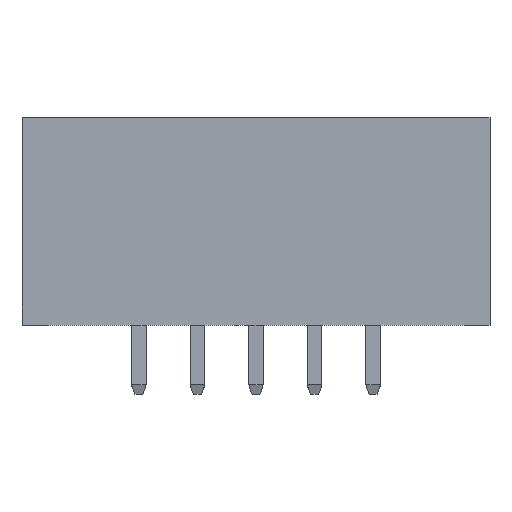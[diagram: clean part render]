
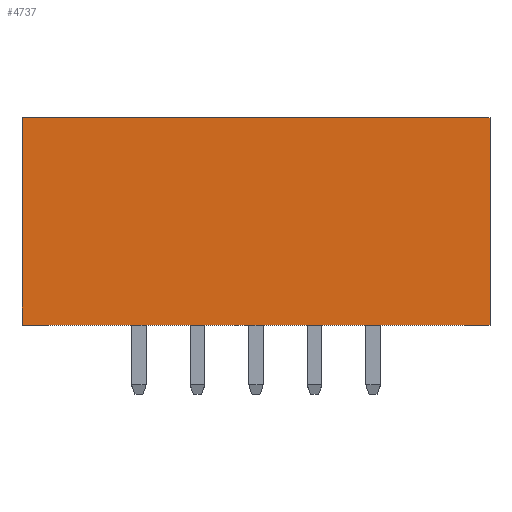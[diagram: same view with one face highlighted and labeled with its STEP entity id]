
A CAD part, top view. The second image highlights one B-rep face of the part: STEP entity #4737.
In plain terms, the highlighted planar face has unit normal (0, 0, 1).
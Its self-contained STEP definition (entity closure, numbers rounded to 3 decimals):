
#89 = ORIENTED_EDGE ( 'NONE', *, *, #6135, .T. ) ;
#295 = LINE ( 'NONE', #6963, #2101 ) ;
#592 = DIRECTION ( 'NONE',  ( 1., 0., 0. ) ) ;
#641 = ORIENTED_EDGE ( 'NONE', *, *, #5178, .T. ) ;
#911 = CARTESIAN_POINT ( 'NONE',  ( 15.23, 0., 5.82 ) ) ;
#1139 = LINE ( 'NONE', #7073, #2020 ) ;
#1593 = CARTESIAN_POINT ( 'NONE',  ( 15.23, 9., 5.82 ) ) ;
#1792 = CARTESIAN_POINT ( 'NONE',  ( 0., 9., 5.82 ) ) ;
#1852 = VECTOR ( 'NONE', #8131, 1000. ) ;
#2020 = VECTOR ( 'NONE', #8511, 1000. ) ;
#2101 = VECTOR ( 'NONE', #3058, 1000. ) ;
#2918 = CARTESIAN_POINT ( 'NONE',  ( 0., 9., 5.82 ) ) ;
#3058 = DIRECTION ( 'NONE',  ( 0., -1., 0. ) ) ;
#3071 = CARTESIAN_POINT ( 'NONE',  ( -5.07, 0., 5.82 ) ) ;
#3528 = EDGE_LOOP ( 'NONE', ( #641, #6005, #8257, #89 ) ) ;
#4479 = DIRECTION ( 'NONE',  ( -1., 0., 0. ) ) ;
#4487 = CARTESIAN_POINT ( 'NONE',  ( 0., 0., 5.82 ) ) ;
#4737 = ADVANCED_FACE ( 'NONE', ( #8479 ), #7306, .F. ) ;
#5112 = EDGE_CURVE ( 'NONE', #5580, #5579, #295, .T. ) ;
#5178 = EDGE_CURVE ( 'NONE', #6799, #5579, #5206, .T. ) ;
#5197 = DIRECTION ( 'NONE',  ( 0., 0., -1. ) ) ;
#5206 = LINE ( 'NONE', #4487, #6411 ) ;
#5453 = AXIS2_PLACEMENT_3D ( 'NONE', #1792, #5197, #4479 ) ;
#5508 = LINE ( 'NONE', #2918, #1852 ) ;
#5579 = VERTEX_POINT ( 'NONE', #911 ) ;
#5580 = VERTEX_POINT ( 'NONE', #1593 ) ;
#6005 = ORIENTED_EDGE ( 'NONE', *, *, #5112, .F. ) ;
#6028 = EDGE_CURVE ( 'NONE', #7419, #5580, #5508, .T. ) ;
#6135 = EDGE_CURVE ( 'NONE', #7419, #6799, #1139, .T. ) ;
#6411 = VECTOR ( 'NONE', #592, 1000. ) ;
#6799 = VERTEX_POINT ( 'NONE', #3071 ) ;
#6963 = CARTESIAN_POINT ( 'NONE',  ( 15.23, 9., 5.82 ) ) ;
#7073 = CARTESIAN_POINT ( 'NONE',  ( -5.07, 9., 5.82 ) ) ;
#7306 = PLANE ( 'NONE',  #5453 ) ;
#7419 = VERTEX_POINT ( 'NONE', #7697 ) ;
#7697 = CARTESIAN_POINT ( 'NONE',  ( -5.07, 9., 5.82 ) ) ;
#8131 = DIRECTION ( 'NONE',  ( 1., 0., 0. ) ) ;
#8257 = ORIENTED_EDGE ( 'NONE', *, *, #6028, .F. ) ;
#8479 = FACE_OUTER_BOUND ( 'NONE', #3528, .T. ) ;
#8511 = DIRECTION ( 'NONE',  ( 0., -1., 0. ) ) ;
